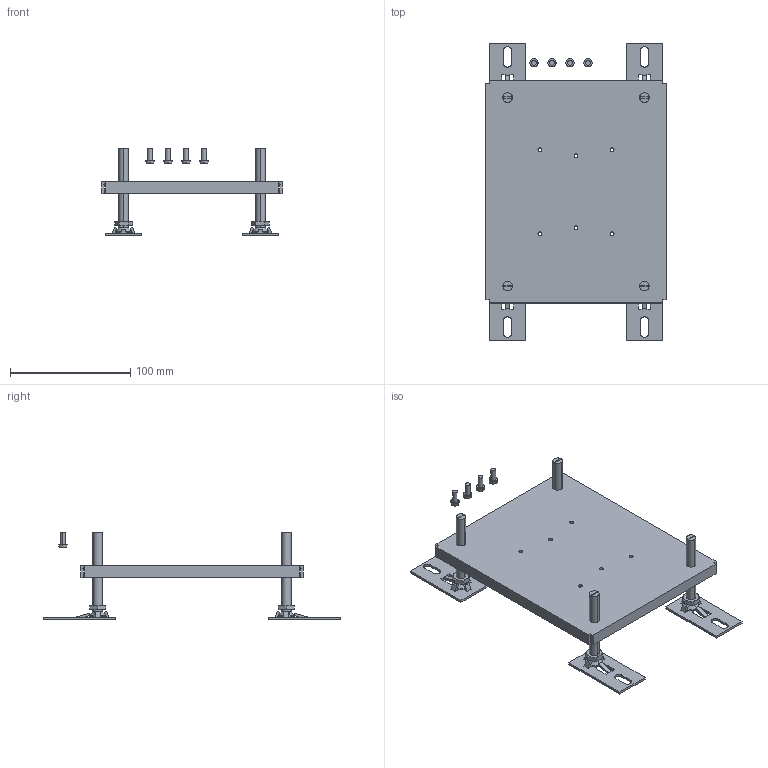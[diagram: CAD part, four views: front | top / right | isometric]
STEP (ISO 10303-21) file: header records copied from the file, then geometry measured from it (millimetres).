
FILE_DESCRIPTION (( 'STEP AP214' ), '1' );
FILE_NAME ('7368418.STEP', '2019-11-14T07:52:15', ( '' ), ( '' ), 'SwSTEP 2.0', 'SolidWorks 2018', '' );
FILE_SCHEMA (( 'AUTOMOTIVE_DESIGN' ));
Length unit declared in the file: millimetre
Products named in the file (7): 041819_L= 70 mm; 041219_Standard; 35104201_Standard; 135471_Standard; 7368418; 054599_Standard mit Mutter; 35014016_Standard
Assembly tree (12 placements, depth 3):
  7368418
    135471_Standard
    054599_Standard mit Mutter  x4
      041219_Standard
      041819_L= 70 mm
      35014016_Standard
    35104201_Standard  x4
Bounding box: 150 x 247 x 72.6 mm (x, y, z)
Volume: 98049.9 mm3; surface area: 95460.1 mm2
Topology: 17 solids, 17 shells, 506 faces, 1304 edges, 844 vertices
Faces by surface type: plane 326, cylinder 80, cone 64, torus 20, bspline 16
Entity records: 6234 total; most frequent: CARTESIAN_POINT 1350, ORIENTED_EDGE 904, DIRECTION 884, EDGE_CURVE 452, VERTEX_POINT 295, AXIS2_PLACEMENT_3D 295, LINE 294, VECTOR 294
